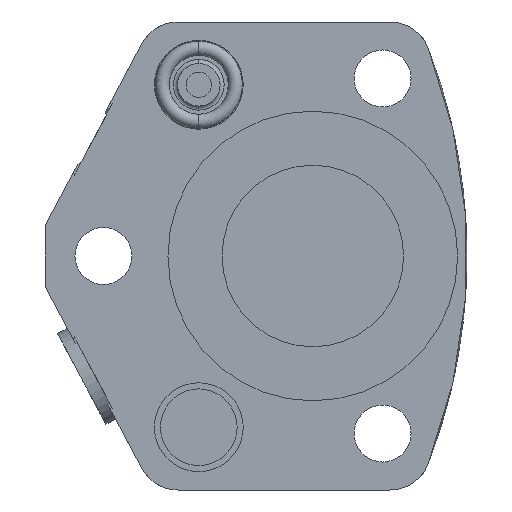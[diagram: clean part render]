
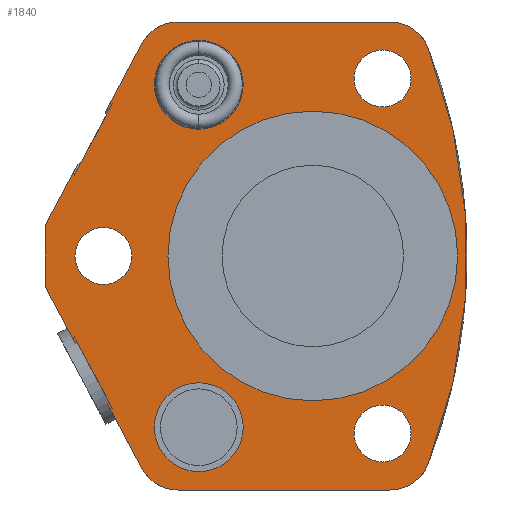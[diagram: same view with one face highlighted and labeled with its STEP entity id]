
A CAD part, front view. The second image highlights one B-rep face of the part: STEP entity #1840.
In plain terms, the highlighted planar face has unit normal (0, -1, 0).
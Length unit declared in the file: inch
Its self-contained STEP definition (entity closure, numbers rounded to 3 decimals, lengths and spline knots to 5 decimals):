
#251=CARTESIAN_POINT('',(0.,0.,0.));
#252=DIRECTION('',(0.,-1.,0.));
#253=DIRECTION('',(1.,0.,0.));
#254=AXIS2_PLACEMENT_3D('',#251,#252,#253);
#256=CARTESIAN_POINT('',(0.,0.,0.));
#257=DIRECTION('',(0.,1.,0.));
#258=DIRECTION('',(1.,0.,0.));
#259=AXIS2_PLACEMENT_3D('',#256,#257,#258);
#261=CARTESIAN_POINT('',(0.344,0.,0.875));
#262=DIRECTION('',(0.,-1.,0.));
#263=DIRECTION('',(1.,0.,0.));
#264=AXIS2_PLACEMENT_3D('',#261,#262,#263);
#266=CARTESIAN_POINT('',(0.344,0.,0.875));
#267=DIRECTION('',(0.,-1.,0.));
#268=DIRECTION('',(-1.,0.,0.));
#269=AXIS2_PLACEMENT_3D('',#266,#267,#268);
#271=CARTESIAN_POINT('',(0.344,0.,-0.875));
#272=DIRECTION('',(0.,-1.,0.));
#273=DIRECTION('',(1.,0.,0.));
#274=AXIS2_PLACEMENT_3D('',#271,#272,#273);
#276=CARTESIAN_POINT('',(0.344,0.,-0.875));
#277=DIRECTION('',(0.,-1.,0.));
#278=DIRECTION('',(-1.,0.,0.));
#279=AXIS2_PLACEMENT_3D('',#276,#277,#278);
#281=CARTESIAN_POINT('',(-1.032,0.,0.));
#282=DIRECTION('',(0.,-1.,0.));
#283=DIRECTION('',(1.,0.,0.));
#284=AXIS2_PLACEMENT_3D('',#281,#282,#283);
#286=CARTESIAN_POINT('',(-1.032,0.,0.));
#287=DIRECTION('',(0.,-1.,0.));
#288=DIRECTION('',(-1.,0.,0.));
#289=AXIS2_PLACEMENT_3D('',#286,#287,#288);
#291=DIRECTION('',(-0.469,0.,-0.883));
#292=VECTOR('',#291,0.33929);
#293=CARTESIAN_POINT('',(-1.00197,0.,0.72489));
#294=LINE('',#293,#292);
#295=DIRECTION('',(0.883,0.,-0.469));
#296=VECTOR('',#295,0.01);
#297=CARTESIAN_POINT('',(-1.0108,0.,0.72959));
#298=LINE('',#297,#296);
#299=DIRECTION('',(0.469,0.,0.883));
#300=VECTOR('',#299,0.35814);
#301=CARTESIAN_POINT('',(-1.0108,0.,0.72959));
#302=LINE('',#301,#300);
#303=DIRECTION('',(1.,0.,0.));
#304=VECTOR('',#303,1.04331);
#305=CARTESIAN_POINT('',(-0.66342,0.,1.1535));
#306=LINE('',#305,#304);
#307=CARTESIAN_POINT('',(-2.082,0.,0.));
#308=DIRECTION('',(0.,-1.,0.));
#309=DIRECTION('',(0.933,0.,-0.36));
#310=AXIS2_PLACEMENT_3D('',#307,#308,#309);
#312=DIRECTION('',(-1.,0.,0.));
#313=VECTOR('',#312,1.04331);
#314=CARTESIAN_POINT('',(0.37988,0.,-1.1535));
#315=LINE('',#314,#313);
#316=DIRECTION('',(0.469,0.,-0.883));
#317=VECTOR('',#316,0.35814);
#318=CARTESIAN_POINT('',(-1.0108,0.,-0.72959));
#319=LINE('',#318,#317);
#320=DIRECTION('',(0.883,0.,0.469));
#321=VECTOR('',#320,0.01);
#322=CARTESIAN_POINT('',(-1.0108,0.,-0.72959));
#323=LINE('',#322,#321);
#324=DIRECTION('',(0.469,0.,-0.883));
#325=VECTOR('',#324,0.33929);
#326=CARTESIAN_POINT('',(-1.16126,0.,-0.42531));
#327=LINE('',#326,#325);
#328=DIRECTION('',(0.883,0.,0.469));
#329=VECTOR('',#328,0.01);
#330=CARTESIAN_POINT('',(-1.17008,0.,-0.43001));
#331=LINE('',#330,#329);
#332=DIRECTION('',(0.469,0.,-0.883));
#333=VECTOR('',#332,0.31933);
#334=CARTESIAN_POINT('',(-1.32,0.,-0.14806));
#335=LINE('',#334,#333);
#336=DIRECTION('',(0.,0.,-1.));
#337=VECTOR('',#336,0.29612);
#338=CARTESIAN_POINT('',(-1.32,0.,0.14806));
#339=LINE('',#338,#337);
#340=DIRECTION('',(0.469,0.,0.883));
#341=VECTOR('',#340,0.31933);
#342=CARTESIAN_POINT('',(-1.32,0.,0.14806));
#343=LINE('',#342,#341);
#344=DIRECTION('',(0.883,0.,-0.469));
#345=VECTOR('',#344,0.01);
#346=CARTESIAN_POINT('',(-1.17008,0.,0.43001));
#347=LINE('',#346,#345);
#348=CARTESIAN_POINT('',(-0.562,0.,-0.844));
#349=DIRECTION('',(0.,1.,0.));
#350=DIRECTION('',(-1.,0.,0.));
#351=AXIS2_PLACEMENT_3D('',#348,#349,#350);
#353=CARTESIAN_POINT('',(-0.562,0.,-0.844));
#354=DIRECTION('',(0.,1.,0.));
#355=DIRECTION('',(1.,0.,0.));
#356=AXIS2_PLACEMENT_3D('',#353,#354,#355);
#358=CARTESIAN_POINT('',(-0.562,0.,0.844));
#359=DIRECTION('',(0.,1.,0.));
#360=DIRECTION('',(-1.,0.,0.));
#361=AXIS2_PLACEMENT_3D('',#358,#359,#360);
#363=CARTESIAN_POINT('',(-0.562,0.,0.844));
#364=DIRECTION('',(0.,1.,0.));
#365=DIRECTION('',(1.,0.,0.));
#366=AXIS2_PLACEMENT_3D('',#363,#364,#365);
#695=CARTESIAN_POINT('',(-0.66342,0.,-0.9505));
#696=DIRECTION('',(0.,-1.,0.));
#697=DIRECTION('',(-0.883,0.,-0.469));
#698=AXIS2_PLACEMENT_3D('',#695,#696,#697);
#719=CARTESIAN_POINT('',(0.37988,0.,-0.9505));
#720=DIRECTION('',(0.,-1.,0.));
#721=DIRECTION('',(0.,0.,-1.));
#722=AXIS2_PLACEMENT_3D('',#719,#720,#721);
#732=CARTESIAN_POINT('',(0.37988,0.,0.9505));
#733=DIRECTION('',(0.,-1.,0.));
#734=DIRECTION('',(0.933,0.,0.36));
#735=AXIS2_PLACEMENT_3D('',#732,#733,#734);
#756=CARTESIAN_POINT('',(-0.66342,0.,0.9505));
#757=DIRECTION('',(0.,-1.,0.));
#758=DIRECTION('',(0.,0.,1.));
#759=AXIS2_PLACEMENT_3D('',#756,#757,#758);
#1276=CARTESIAN_POINT('',(0.714,0.,0.));
#1278=VERTEX_POINT('',#1276);
#1280=CARTESIAN_POINT('',(-0.714,0.,0.));
#1282=VERTEX_POINT('',#1280);
#1283=CARTESIAN_POINT('',(-1.32,0.,0.14806));
#1284=CARTESIAN_POINT('',(-1.32,0.,-0.14806));
#1285=VERTEX_POINT('',#1283);
#1286=VERTEX_POINT('',#1284);
#1287=CARTESIAN_POINT('',(0.4845,0.,0.875));
#1288=CARTESIAN_POINT('',(0.2035,0.,0.875));
#1289=VERTEX_POINT('',#1287);
#1290=VERTEX_POINT('',#1288);
#1321=CARTESIAN_POINT('',(-1.16126,0.,-0.42531));
#1322=CARTESIAN_POINT('',(-1.00197,0.,-0.72489));
#1323=VERTEX_POINT('',#1321);
#1324=VERTEX_POINT('',#1322);
#1325=CARTESIAN_POINT('',(-1.17008,0.,-0.43001));
#1326=VERTEX_POINT('',#1325);
#1327=CARTESIAN_POINT('',(-1.0108,0.,-0.72959));
#1328=VERTEX_POINT('',#1327);
#1334=CARTESIAN_POINT('',(-1.00197,0.,0.72489));
#1335=CARTESIAN_POINT('',(-1.16126,0.,0.42531));
#1336=VERTEX_POINT('',#1334);
#1337=VERTEX_POINT('',#1335);
#1338=CARTESIAN_POINT('',(-1.0108,0.,0.72959));
#1339=VERTEX_POINT('',#1338);
#1340=CARTESIAN_POINT('',(-1.17008,0.,0.43001));
#1341=VERTEX_POINT('',#1340);
#1367=CARTESIAN_POINT('',(-0.781,0.,-0.844));
#1368=CARTESIAN_POINT('',(-0.343,0.,-0.844));
#1369=VERTEX_POINT('',#1367);
#1370=VERTEX_POINT('',#1368);
#1375=CARTESIAN_POINT('',(-0.781,0.,0.844));
#1376=CARTESIAN_POINT('',(-0.343,0.,0.844));
#1377=VERTEX_POINT('',#1375);
#1378=VERTEX_POINT('',#1376);
#1425=CARTESIAN_POINT('',(0.37988,0.,-1.1535));
#1426=CARTESIAN_POINT('',(0.56926,0.,-1.02362));
#1427=VERTEX_POINT('',#1425);
#1428=VERTEX_POINT('',#1426);
#1429=CARTESIAN_POINT('',(0.56926,0.,1.02362));
#1430=CARTESIAN_POINT('',(0.37988,0.,1.1535));
#1431=VERTEX_POINT('',#1429);
#1432=VERTEX_POINT('',#1430);
#1433=CARTESIAN_POINT('',(-0.66342,0.,1.1535));
#1434=CARTESIAN_POINT('',(-0.84266,0.,1.0458));
#1435=VERTEX_POINT('',#1433);
#1436=VERTEX_POINT('',#1434);
#1437=CARTESIAN_POINT('',(-0.84266,0.,-1.0458));
#1438=CARTESIAN_POINT('',(-0.66342,0.,-1.1535));
#1439=VERTEX_POINT('',#1437);
#1440=VERTEX_POINT('',#1438);
#1441=CARTESIAN_POINT('',(0.4845,0.,-0.875));
#1442=CARTESIAN_POINT('',(0.2035,0.,-0.875));
#1443=VERTEX_POINT('',#1441);
#1444=VERTEX_POINT('',#1442);
#1445=CARTESIAN_POINT('',(-0.8915,0.,0.));
#1446=CARTESIAN_POINT('',(-1.1725,0.,0.));
#1447=VERTEX_POINT('',#1445);
#1448=VERTEX_POINT('',#1446);
#1763=CARTESIAN_POINT('',(0.,0.,0.));
#1764=DIRECTION('',(0.,-1.,0.));
#1765=DIRECTION('',(-1.,0.,0.));
#1766=AXIS2_PLACEMENT_3D('',#1763,#1764,#1765);
#1767=PLANE('',#1766);
#1769=ORIENTED_EDGE('',*,*,#1768,.F.);
#1771=ORIENTED_EDGE('',*,*,#1770,.F.);
#1773=ORIENTED_EDGE('',*,*,#1772,.T.);
#1775=ORIENTED_EDGE('',*,*,#1774,.F.);
#1777=ORIENTED_EDGE('',*,*,#1776,.T.);
#1779=ORIENTED_EDGE('',*,*,#1778,.F.);
#1781=ORIENTED_EDGE('',*,*,#1780,.F.);
#1783=ORIENTED_EDGE('',*,*,#1782,.F.);
#1785=ORIENTED_EDGE('',*,*,#1784,.T.);
#1787=ORIENTED_EDGE('',*,*,#1786,.F.);
#1789=ORIENTED_EDGE('',*,*,#1788,.F.);
#1791=ORIENTED_EDGE('',*,*,#1790,.T.);
#1793=ORIENTED_EDGE('',*,*,#1792,.F.);
#1795=ORIENTED_EDGE('',*,*,#1794,.F.);
#1797=ORIENTED_EDGE('',*,*,#1796,.F.);
#1799=ORIENTED_EDGE('',*,*,#1798,.F.);
#1801=ORIENTED_EDGE('',*,*,#1800,.T.);
#1803=ORIENTED_EDGE('',*,*,#1802,.T.);
#1804=EDGE_LOOP('',(#1769,#1771,#1773,#1775,#1777,#1779,#1781,#1783,#1785,#1787,
#1789,#1791,#1793,#1795,#1797,#1799,#1801,#1803));
#1805=FACE_OUTER_BOUND('',#1804,.F.);
#1807=ORIENTED_EDGE('',*,*,#1806,.T.);
#1809=ORIENTED_EDGE('',*,*,#1808,.T.);
#1810=EDGE_LOOP('',(#1807,#1809));
#1811=FACE_BOUND('',#1810,.F.);
#1812=ORIENTED_EDGE('',*,*,#1743,.T.);
#1813=ORIENTED_EDGE('',*,*,#1757,.T.);
#1814=EDGE_LOOP('',(#1812,#1813));
#1815=FACE_BOUND('',#1814,.F.);
#1817=ORIENTED_EDGE('',*,*,#1816,.T.);
#1819=ORIENTED_EDGE('',*,*,#1818,.T.);
#1820=EDGE_LOOP('',(#1817,#1819));
#1821=FACE_BOUND('',#1820,.F.);
#1823=ORIENTED_EDGE('',*,*,#1822,.T.);
#1825=ORIENTED_EDGE('',*,*,#1824,.F.);
#1826=EDGE_LOOP('',(#1823,#1825));
#1827=FACE_BOUND('',#1826,.F.);
#1829=ORIENTED_EDGE('',*,*,#1828,.F.);
#1831=ORIENTED_EDGE('',*,*,#1830,.F.);
#1832=EDGE_LOOP('',(#1829,#1831));
#1833=FACE_BOUND('',#1832,.F.);
#1835=ORIENTED_EDGE('',*,*,#1834,.F.);
#1837=ORIENTED_EDGE('',*,*,#1836,.F.);
#1838=EDGE_LOOP('',(#1835,#1837));
#1839=FACE_BOUND('',#1838,.F.);
#1840=ADVANCED_FACE('',(#1805,#1811,#1815,#1821,#1827,#1833,#1839),#1767,.T.);
#255=CIRCLE('',#254,0.714);
#260=CIRCLE('',#259,0.714);
#265=CIRCLE('',#264,0.1405);
#270=CIRCLE('',#269,0.1405);
#275=CIRCLE('',#274,0.1405);
#280=CIRCLE('',#279,0.1405);
#285=CIRCLE('',#284,0.1405);
#290=CIRCLE('',#289,0.1405);
#311=CIRCLE('',#310,2.842);
#352=CIRCLE('',#351,0.219);
#357=CIRCLE('',#356,0.219);
#362=CIRCLE('',#361,0.219);
#367=CIRCLE('',#366,0.219);
#699=CIRCLE('',#698,0.203);
#723=CIRCLE('',#722,0.203);
#736=CIRCLE('',#735,0.203);
#760=CIRCLE('',#759,0.203);
#1743=EDGE_CURVE('',#1443,#1444,#275,.T.);
#1757=EDGE_CURVE('',#1444,#1443,#280,.T.);
#1768=EDGE_CURVE('',#1336,#1337,#294,.T.);
#1770=EDGE_CURVE('',#1339,#1336,#298,.T.);
#1772=EDGE_CURVE('',#1339,#1436,#302,.T.);
#1774=EDGE_CURVE('',#1435,#1436,#760,.T.);
#1776=EDGE_CURVE('',#1435,#1432,#306,.T.);
#1778=EDGE_CURVE('',#1431,#1432,#736,.T.);
#1780=EDGE_CURVE('',#1428,#1431,#311,.T.);
#1782=EDGE_CURVE('',#1427,#1428,#723,.T.);
#1784=EDGE_CURVE('',#1427,#1440,#315,.T.);
#1786=EDGE_CURVE('',#1439,#1440,#699,.T.);
#1788=EDGE_CURVE('',#1328,#1439,#319,.T.);
#1790=EDGE_CURVE('',#1328,#1324,#323,.T.);
#1792=EDGE_CURVE('',#1323,#1324,#327,.T.);
#1794=EDGE_CURVE('',#1326,#1323,#331,.T.);
#1796=EDGE_CURVE('',#1286,#1326,#335,.T.);
#1798=EDGE_CURVE('',#1285,#1286,#339,.T.);
#1800=EDGE_CURVE('',#1285,#1341,#343,.T.);
#1802=EDGE_CURVE('',#1341,#1337,#347,.T.);
#1806=EDGE_CURVE('',#1289,#1290,#265,.T.);
#1808=EDGE_CURVE('',#1290,#1289,#270,.T.);
#1816=EDGE_CURVE('',#1447,#1448,#285,.T.);
#1818=EDGE_CURVE('',#1448,#1447,#290,.T.);
#1822=EDGE_CURVE('',#1278,#1282,#255,.T.);
#1824=EDGE_CURVE('',#1278,#1282,#260,.T.);
#1828=EDGE_CURVE('',#1369,#1370,#352,.T.);
#1830=EDGE_CURVE('',#1370,#1369,#357,.T.);
#1834=EDGE_CURVE('',#1377,#1378,#362,.T.);
#1836=EDGE_CURVE('',#1378,#1377,#367,.T.);
